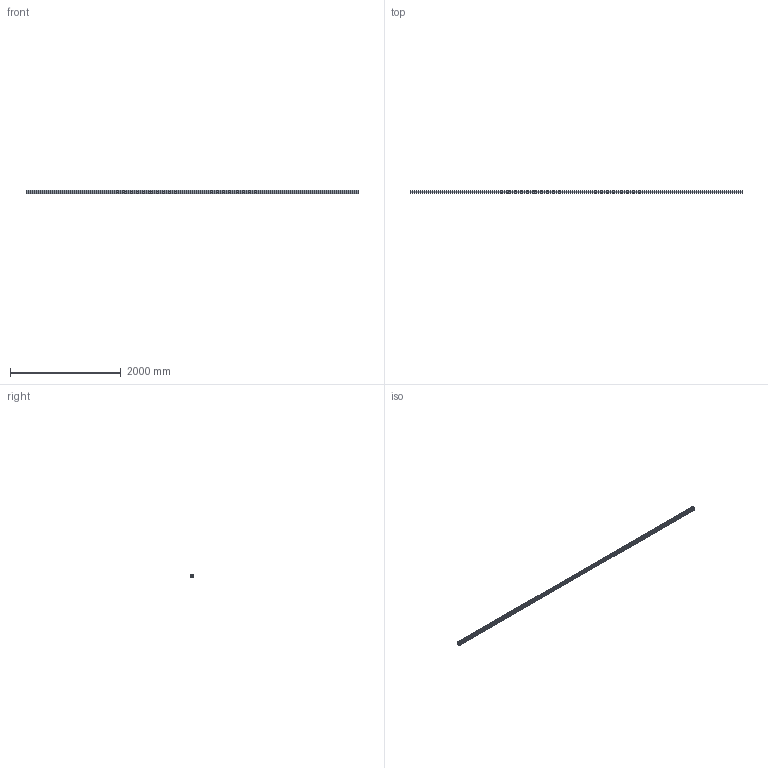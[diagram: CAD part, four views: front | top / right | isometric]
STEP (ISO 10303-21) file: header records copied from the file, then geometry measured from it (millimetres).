
FILE_DESCRIPTION (( 'STEP AP214' ), '1' );
FILE_NAME ('201040_Profil 45x60 Nut 10.STEP', '2019-05-13T06:46:26', ( '' ), ( '' ), 'SwSTEP 2.0', 'SolidWorks 2017', '' );
FILE_SCHEMA (( 'AUTOMOTIVE_DESIGN' ));
Length unit declared in the file: millimetre
Products named in the file (1): 201040_Profil 45x60 Nut 10
Bounding box: 6000 x 45 x 60 mm (x, y, z)
Volume: 6576064.6 mm3; surface area: 4427580.4 mm2
Topology: 1 solids, 1 shells, 162 faces, 480 edges, 320 vertices
Faces by surface type: plane 106, cylinder 56
Entity records: 5478 total; most frequent: CARTESIAN_POINT 963, ORIENTED_EDGE 960, DIRECTION 918, EDGE_CURVE 480, VECTOR 368, LINE 368, VERTEX_POINT 320, AXIS2_PLACEMENT_3D 275
